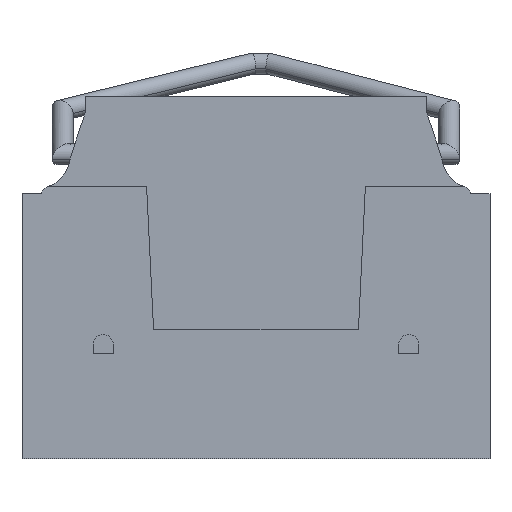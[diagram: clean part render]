
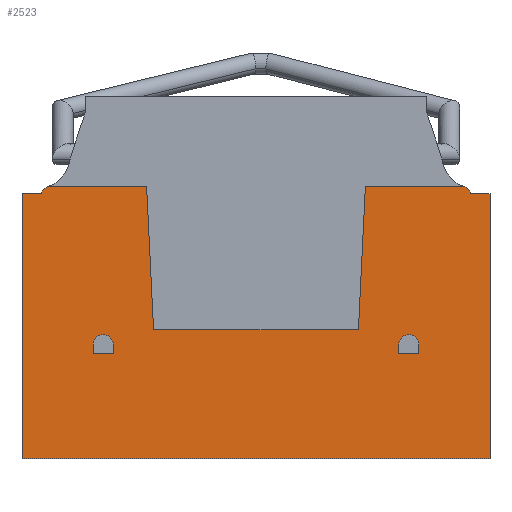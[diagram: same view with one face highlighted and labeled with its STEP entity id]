
A CAD part, front view. The second image highlights one B-rep face of the part: STEP entity #2523.
In plain terms, the highlighted planar face has unit normal (0, -1, 0).
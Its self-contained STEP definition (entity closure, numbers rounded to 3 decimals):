
#42=DIRECTION('',(1.,0.,0.));
#43=VECTOR('',#42,98.);
#44=CARTESIAN_POINT('',(0.,0.,0.));
#45=LINE('',#44,#43);
#98=DIRECTION('',(0.048,0.,0.999));
#99=VECTOR('',#98,30.085);
#100=CARTESIAN_POINT('',(70.446,0.,27.04));
#101=LINE('',#100,#99);
#102=DIRECTION('',(1.,0.,0.));
#103=VECTOR('',#102,20.429);
#104=CARTESIAN_POINT('',(71.904,0.,57.09));
#105=LINE('',#104,#103);
#106=CARTESIAN_POINT('',(94.55,0.,63.2));
#107=DIRECTION('',(0.,1.,0.));
#108=DIRECTION('',(-0.285,0.,-0.958));
#109=AXIS2_PLACEMENT_3D('',#106,#107,#108);
#111=CARTESIAN_POINT('',(91.992,0.,55.098));
#112=DIRECTION('',(0.,1.,0.));
#113=DIRECTION('',(0.352,0.,0.936));
#114=AXIS2_PLACEMENT_3D('',#111,#112,#113);
#116=DIRECTION('',(-1.,0.,0.));
#117=VECTOR('',#116,4.06);
#118=CARTESIAN_POINT('',(98.,0.,55.55));
#119=LINE('',#118,#117);
#120=DIRECTION('',(0.,0.,1.));
#121=VECTOR('',#120,55.55);
#122=CARTESIAN_POINT('',(0.,0.,0.));
#123=LINE('',#122,#121);
#124=DIRECTION('',(1.,0.,0.));
#125=VECTOR('',#124,4.07);
#126=CARTESIAN_POINT('',(0.,0.,55.55));
#127=LINE('',#126,#125);
#128=CARTESIAN_POINT('',(6.018,0.,55.1));
#129=DIRECTION('',(0.,1.,0.));
#130=DIRECTION('',(-0.974,0.,0.225));
#131=AXIS2_PLACEMENT_3D('',#128,#129,#130);
#133=CARTESIAN_POINT('',(3.45,0.,63.2));
#134=DIRECTION('',(0.,1.,0.));
#135=DIRECTION('',(0.341,0.,-0.94));
#136=AXIS2_PLACEMENT_3D('',#133,#134,#135);
#138=DIRECTION('',(1.,0.,0.));
#139=VECTOR('',#138,20.425);
#140=CARTESIAN_POINT('',(5.667,0.,57.09));
#141=LINE('',#140,#139);
#142=DIRECTION('',(0.048,0.,-0.999));
#143=VECTOR('',#142,30.085);
#144=CARTESIAN_POINT('',(26.092,0.,57.09));
#145=LINE('',#144,#143);
#146=DIRECTION('',(1.,0.,0.));
#147=VECTOR('',#146,42.9);
#148=CARTESIAN_POINT('',(27.546,0.,27.04));
#149=LINE('',#148,#147);
#150=DIRECTION('',(0.,0.,-1.));
#151=VECTOR('',#150,1.95);
#152=CARTESIAN_POINT('',(14.9,0.,23.95));
#153=LINE('',#152,#151);
#154=DIRECTION('',(1.,0.,0.));
#155=VECTOR('',#154,4.2);
#156=CARTESIAN_POINT('',(14.9,0.,22.));
#157=LINE('',#156,#155);
#158=DIRECTION('',(0.,0.,1.));
#159=VECTOR('',#158,1.95);
#160=CARTESIAN_POINT('',(19.1,0.,22.));
#161=LINE('',#160,#159);
#162=CARTESIAN_POINT('',(17.,0.,23.95));
#163=DIRECTION('',(0.,-1.,0.));
#164=DIRECTION('',(1.,0.,0.));
#165=AXIS2_PLACEMENT_3D('',#162,#163,#164);
#167=DIRECTION('',(0.,0.,-1.));
#168=VECTOR('',#167,1.95);
#169=CARTESIAN_POINT('',(78.9,0.,23.95));
#170=LINE('',#169,#168);
#171=DIRECTION('',(1.,0.,0.));
#172=VECTOR('',#171,4.2);
#173=CARTESIAN_POINT('',(78.9,0.,22.));
#174=LINE('',#173,#172);
#175=DIRECTION('',(0.,0.,1.));
#176=VECTOR('',#175,1.95);
#177=CARTESIAN_POINT('',(83.1,0.,22.));
#178=LINE('',#177,#176);
#179=CARTESIAN_POINT('',(81.,0.,23.95));
#180=DIRECTION('',(0.,-1.,0.));
#181=DIRECTION('',(1.,0.,0.));
#182=AXIS2_PLACEMENT_3D('',#179,#180,#181);
#1623=DIRECTION('',(0.,0.,1.));
#1624=VECTOR('',#1623,55.55);
#1625=CARTESIAN_POINT('',(98.,0.,0.));
#1626=LINE('',#1625,#1624);
#1915=CARTESIAN_POINT('',(0.,0.,0.));
#1916=CARTESIAN_POINT('',(98.,0.,0.));
#1917=VERTEX_POINT('',#1915);
#1918=VERTEX_POINT('',#1916);
#2261=CARTESIAN_POINT('',(4.07,0.,55.55));
#2262=CARTESIAN_POINT('',(5.337,0.,56.98));
#2263=VERTEX_POINT('',#2261);
#2264=VERTEX_POINT('',#2262);
#2265=CARTESIAN_POINT('',(0.,0.,55.55));
#2266=VERTEX_POINT('',#2265);
#2267=CARTESIAN_POINT('',(98.,0.,55.55));
#2268=CARTESIAN_POINT('',(93.94,0.,55.55));
#2269=VERTEX_POINT('',#2267);
#2270=VERTEX_POINT('',#2268);
#2271=CARTESIAN_POINT('',(92.696,0.,56.97));
#2272=VERTEX_POINT('',#2271);
#2373=CARTESIAN_POINT('',(70.446,0.,27.04));
#2374=CARTESIAN_POINT('',(71.904,0.,57.09));
#2375=VERTEX_POINT('',#2373);
#2376=VERTEX_POINT('',#2374);
#2377=CARTESIAN_POINT('',(92.333,0.,57.09));
#2378=VERTEX_POINT('',#2377);
#2379=CARTESIAN_POINT('',(5.667,0.,57.09));
#2380=CARTESIAN_POINT('',(26.092,0.,57.09));
#2381=VERTEX_POINT('',#2379);
#2382=VERTEX_POINT('',#2380);
#2383=CARTESIAN_POINT('',(27.546,0.,27.04));
#2384=VERTEX_POINT('',#2383);
#2413=CARTESIAN_POINT('',(14.9,0.,23.95));
#2414=CARTESIAN_POINT('',(14.9,0.,22.));
#2415=VERTEX_POINT('',#2413);
#2416=VERTEX_POINT('',#2414);
#2417=CARTESIAN_POINT('',(19.1,0.,22.));
#2418=VERTEX_POINT('',#2417);
#2419=CARTESIAN_POINT('',(19.1,0.,23.95));
#2420=VERTEX_POINT('',#2419);
#2421=CARTESIAN_POINT('',(78.9,0.,23.95));
#2422=CARTESIAN_POINT('',(78.9,0.,22.));
#2423=VERTEX_POINT('',#2421);
#2424=VERTEX_POINT('',#2422);
#2425=CARTESIAN_POINT('',(83.1,0.,22.));
#2426=VERTEX_POINT('',#2425);
#2427=CARTESIAN_POINT('',(83.1,0.,23.95));
#2428=VERTEX_POINT('',#2427);
#2469=CARTESIAN_POINT('',(0.,0.,0.));
#2470=DIRECTION('',(0.,-1.,0.));
#2471=DIRECTION('',(1.,0.,0.));
#2472=AXIS2_PLACEMENT_3D('',#2469,#2470,#2471);
#2473=PLANE('',#2472);
#2475=ORIENTED_EDGE('',*,*,#2474,.T.);
#2477=ORIENTED_EDGE('',*,*,#2476,.T.);
#2479=ORIENTED_EDGE('',*,*,#2478,.F.);
#2481=ORIENTED_EDGE('',*,*,#2480,.T.);
#2483=ORIENTED_EDGE('',*,*,#2482,.F.);
#2485=ORIENTED_EDGE('',*,*,#2484,.F.);
#2486=ORIENTED_EDGE('',*,*,#2434,.F.);
#2488=ORIENTED_EDGE('',*,*,#2487,.T.);
#2490=ORIENTED_EDGE('',*,*,#2489,.T.);
#2492=ORIENTED_EDGE('',*,*,#2491,.T.);
#2494=ORIENTED_EDGE('',*,*,#2493,.F.);
#2496=ORIENTED_EDGE('',*,*,#2495,.T.);
#2498=ORIENTED_EDGE('',*,*,#2497,.T.);
#2500=ORIENTED_EDGE('',*,*,#2499,.T.);
#2501=EDGE_LOOP('',(#2475,#2477,#2479,#2481,#2483,#2485,#2486,#2488,#2490,#2492,
#2494,#2496,#2498,#2500));
#2502=FACE_OUTER_BOUND('',#2501,.F.);
#2504=ORIENTED_EDGE('',*,*,#2503,.T.);
#2506=ORIENTED_EDGE('',*,*,#2505,.T.);
#2508=ORIENTED_EDGE('',*,*,#2507,.T.);
#2510=ORIENTED_EDGE('',*,*,#2509,.T.);
#2511=EDGE_LOOP('',(#2504,#2506,#2508,#2510));
#2512=FACE_BOUND('',#2511,.F.);
#2514=ORIENTED_EDGE('',*,*,#2513,.T.);
#2516=ORIENTED_EDGE('',*,*,#2515,.T.);
#2518=ORIENTED_EDGE('',*,*,#2517,.T.);
#2520=ORIENTED_EDGE('',*,*,#2519,.T.);
#2521=EDGE_LOOP('',(#2514,#2516,#2518,#2520));
#2522=FACE_BOUND('',#2521,.F.);
#110=CIRCLE('',#109,6.5);
#115=CIRCLE('',#114,2.);
#132=CIRCLE('',#131,2.);
#137=CIRCLE('',#136,6.5);
#166=CIRCLE('',#165,2.1);
#183=CIRCLE('',#182,2.1);
#2434=EDGE_CURVE('',#1917,#1918,#45,.T.);
#2474=EDGE_CURVE('',#2375,#2376,#101,.T.);
#2476=EDGE_CURVE('',#2376,#2378,#105,.T.);
#2478=EDGE_CURVE('',#2272,#2378,#110,.T.);
#2480=EDGE_CURVE('',#2272,#2270,#115,.T.);
#2482=EDGE_CURVE('',#2269,#2270,#119,.T.);
#2484=EDGE_CURVE('',#1918,#2269,#1626,.T.);
#2487=EDGE_CURVE('',#1917,#2266,#123,.T.);
#2489=EDGE_CURVE('',#2266,#2263,#127,.T.);
#2491=EDGE_CURVE('',#2263,#2264,#132,.T.);
#2493=EDGE_CURVE('',#2381,#2264,#137,.T.);
#2495=EDGE_CURVE('',#2381,#2382,#141,.T.);
#2497=EDGE_CURVE('',#2382,#2384,#145,.T.);
#2499=EDGE_CURVE('',#2384,#2375,#149,.T.);
#2503=EDGE_CURVE('',#2415,#2416,#153,.T.);
#2505=EDGE_CURVE('',#2416,#2418,#157,.T.);
#2507=EDGE_CURVE('',#2418,#2420,#161,.T.);
#2509=EDGE_CURVE('',#2420,#2415,#166,.T.);
#2513=EDGE_CURVE('',#2423,#2424,#170,.T.);
#2515=EDGE_CURVE('',#2424,#2426,#174,.T.);
#2517=EDGE_CURVE('',#2426,#2428,#178,.T.);
#2519=EDGE_CURVE('',#2428,#2423,#183,.T.);
#2523=ADVANCED_FACE('',(#2502,#2512,#2522),#2473,.T.);
